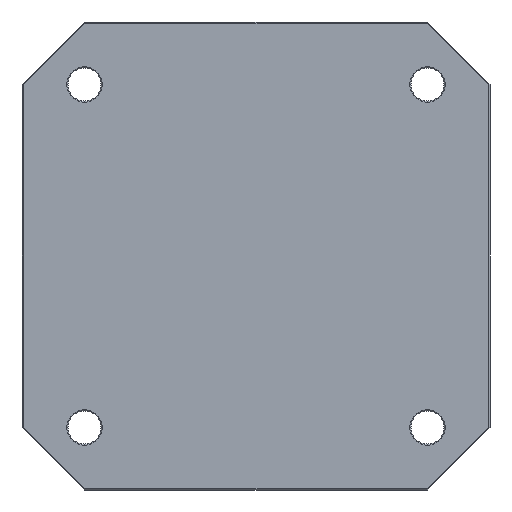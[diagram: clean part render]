
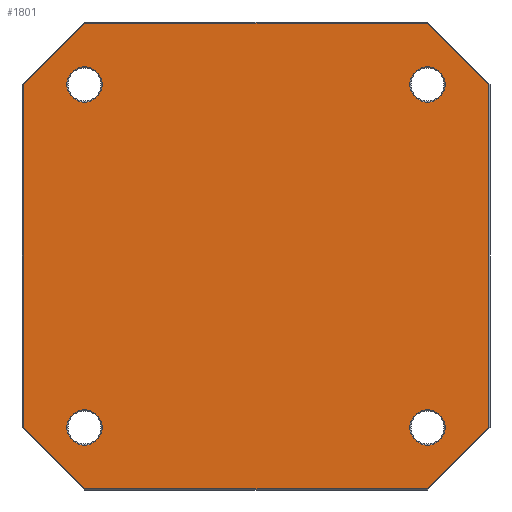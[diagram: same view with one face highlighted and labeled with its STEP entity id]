
A CAD part, front view. The second image highlights one B-rep face of the part: STEP entity #1801.
In plain terms, the highlighted planar face has unit normal (0, -1, 0).
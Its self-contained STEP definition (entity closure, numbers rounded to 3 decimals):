
#21 = EDGE_CURVE ( 'NONE', #1135, #2063, #1924, .T. ) ;
#29 = EDGE_LOOP ( 'NONE', ( #1047, #2129, #616, #692, #670, #530, #750, #879 ) ) ;
#48 = CIRCLE ( 'NONE', #2350, 1.6 ) ;
#50 = CARTESIAN_POINT ( 'NONE',  ( 15.5, 0., -15.5 ) ) ;
#56 = EDGE_CURVE ( 'NONE', #2063, #978, #817, .T. ) ;
#68 = CARTESIAN_POINT ( 'NONE',  ( 15.5, 0., 17.1 ) ) ;
#73 = VERTEX_POINT ( 'NONE', #1154 ) ;
#74 = DIRECTION ( 'NONE',  ( 0., 1., 0. ) ) ;
#136 = VERTEX_POINT ( 'NONE', #68 ) ;
#142 = VERTEX_POINT ( 'NONE', #1397 ) ;
#152 = VERTEX_POINT ( 'NONE', #442 ) ;
#190 = CARTESIAN_POINT ( 'NONE',  ( 15.5, 0., -21.05 ) ) ;
#195 = FACE_OUTER_BOUND ( 'NONE', #29, .T. ) ;
#237 = DIRECTION ( 'NONE',  ( 0., 1., 0. ) ) ;
#268 = DIRECTION ( 'NONE',  ( 0., 0., -1. ) ) ;
#284 = LINE ( 'NONE', #660, #416 ) ;
#295 = EDGE_LOOP ( 'NONE', ( #370, #1097 ) ) ;
#315 = CARTESIAN_POINT ( 'NONE',  ( 21.079, 0., -15.429 ) ) ;
#329 = CARTESIAN_POINT ( 'NONE',  ( 15.459, 0., 21.05 ) ) ;
#370 = ORIENTED_EDGE ( 'NONE', *, *, #2286, .T. ) ;
#382 = CARTESIAN_POINT ( 'NONE',  ( -15.5, 0., 15.5 ) ) ;
#386 = DIRECTION ( 'NONE',  ( 0., 1., 0. ) ) ;
#389 = CIRCLE ( 'NONE', #921, 1.6 ) ;
#391 = AXIS2_PLACEMENT_3D ( 'NONE', #1623, #672, #1433 ) ;
#396 = DIRECTION ( 'NONE',  ( 0., 0., -1. ) ) ;
#416 = VECTOR ( 'NONE', #650, 1000. ) ;
#442 = CARTESIAN_POINT ( 'NONE',  ( -15.459, 0., -21.05 ) ) ;
#443 = VERTEX_POINT ( 'NONE', #2396 ) ;
#474 = VECTOR ( 'NONE', #268, 1000. ) ;
#530 = ORIENTED_EDGE ( 'NONE', *, *, #1907, .T. ) ;
#569 = CARTESIAN_POINT ( 'NONE',  ( -15.5, 0., 21.05 ) ) ;
#572 = LINE ( 'NONE', #190, #808 ) ;
#582 = CARTESIAN_POINT ( 'NONE',  ( 0., 0., 0. ) ) ;
#596 = EDGE_LOOP ( 'NONE', ( #1066, #2209 ) ) ;
#601 = DIRECTION ( 'NONE',  ( 0.707, 0., -0.707 ) ) ;
#604 = FACE_BOUND ( 'NONE', #1381, .T. ) ;
#613 = ORIENTED_EDGE ( 'NONE', *, *, #966, .T. ) ;
#616 = ORIENTED_EDGE ( 'NONE', *, *, #1825, .T. ) ;
#617 = PLANE ( 'NONE',  #1445 ) ;
#650 = DIRECTION ( 'NONE',  ( 0., 0., 1. ) ) ;
#660 = CARTESIAN_POINT ( 'NONE',  ( 21.05, 0., 15.5 ) ) ;
#670 = ORIENTED_EDGE ( 'NONE', *, *, #2424, .T. ) ;
#672 = DIRECTION ( 'NONE',  ( 0., 1., 0. ) ) ;
#690 = CARTESIAN_POINT ( 'NONE',  ( 21.05, 0., -15.459 ) ) ;
#692 = ORIENTED_EDGE ( 'NONE', *, *, #1735, .T. ) ;
#750 = ORIENTED_EDGE ( 'NONE', *, *, #2084, .T. ) ;
#774 = CARTESIAN_POINT ( 'NONE',  ( 15.5, 0., 15.5 ) ) ;
#777 = DIRECTION ( 'NONE',  ( 0., 1., 0. ) ) ;
#783 = DIRECTION ( 'NONE',  ( 0., 1., 0. ) ) ;
#794 = LINE ( 'NONE', #1601, #474 ) ;
#802 = AXIS2_PLACEMENT_3D ( 'NONE', #1220, #74, #1603 ) ;
#808 = VECTOR ( 'NONE', #2438, 1000. ) ;
#817 = LINE ( 'NONE', #1322, #1770 ) ;
#837 = EDGE_CURVE ( 'NONE', #2255, #443, #1970, .T. ) ;
#869 = VECTOR ( 'NONE', #601, 1000. ) ;
#879 = ORIENTED_EDGE ( 'NONE', *, *, #21, .T. ) ;
#911 = CARTESIAN_POINT ( 'NONE',  ( 15.5, 0., 15.5 ) ) ;
#921 = AXIS2_PLACEMENT_3D ( 'NONE', #50, #386, #396 ) ;
#933 = VERTEX_POINT ( 'NONE', #2367 ) ;
#959 = CARTESIAN_POINT ( 'NONE',  ( -15.5, 0., 15.5 ) ) ;
#965 = AXIS2_PLACEMENT_3D ( 'NONE', #959, #777, #1360 ) ;
#966 = EDGE_CURVE ( 'NONE', #443, #2255, #2113, .T. ) ;
#976 = LINE ( 'NONE', #315, #1262 ) ;
#978 = VERTEX_POINT ( 'NONE', #2003 ) ;
#983 = FACE_BOUND ( 'NONE', #596, .T. ) ;
#1013 = CARTESIAN_POINT ( 'NONE',  ( -15.5, 0., -13.9 ) ) ;
#1043 = CIRCLE ( 'NONE', #1701, 1.6 ) ;
#1047 = ORIENTED_EDGE ( 'NONE', *, *, #56, .T. ) ;
#1066 = ORIENTED_EDGE ( 'NONE', *, *, #1274, .T. ) ;
#1068 = DIRECTION ( 'NONE',  ( -0.707, 0., 0.707 ) ) ;
#1097 = ORIENTED_EDGE ( 'NONE', *, *, #1245, .T. ) ;
#1117 = FACE_BOUND ( 'NONE', #1124, .T. ) ;
#1124 = EDGE_LOOP ( 'NONE', ( #1366, #2418 ) ) ;
#1126 = CARTESIAN_POINT ( 'NONE',  ( 15.5, 0., -13.9 ) ) ;
#1135 = VERTEX_POINT ( 'NONE', #329 ) ;
#1154 = CARTESIAN_POINT ( 'NONE',  ( 15.459, 0., -21.05 ) ) ;
#1159 = VERTEX_POINT ( 'NONE', #2062 ) ;
#1190 = VERTEX_POINT ( 'NONE', #2242 ) ;
#1220 = CARTESIAN_POINT ( 'NONE',  ( -15.5, 0., -15.5 ) ) ;
#1234 = DIRECTION ( 'NONE',  ( 0.707, 0., 0.707 ) ) ;
#1245 = EDGE_CURVE ( 'NONE', #1716, #1159, #389, .T. ) ;
#1262 = VECTOR ( 'NONE', #1234, 1000. ) ;
#1268 = CIRCLE ( 'NONE', #2408, 1.6 ) ;
#1274 = EDGE_CURVE ( 'NONE', #933, #142, #1341, .T. ) ;
#1311 = CARTESIAN_POINT ( 'NONE',  ( -21.05, 0., -15.459 ) ) ;
#1322 = CARTESIAN_POINT ( 'NONE',  ( -21.079, 0., 15.429 ) ) ;
#1341 = CIRCLE ( 'NONE', #965, 1.6 ) ;
#1360 = DIRECTION ( 'NONE',  ( 0., 0., -1. ) ) ;
#1366 = ORIENTED_EDGE ( 'NONE', *, *, #1669, .T. ) ;
#1381 = EDGE_LOOP ( 'NONE', ( #613, #1672 ) ) ;
#1397 = CARTESIAN_POINT ( 'NONE',  ( -15.5, 0., 17.1 ) ) ;
#1433 = DIRECTION ( 'NONE',  ( 0., 0., -1. ) ) ;
#1445 = AXIS2_PLACEMENT_3D ( 'NONE', #582, #2305, #1947 ) ;
#1450 = CIRCLE ( 'NONE', #2031, 1.6 ) ;
#1494 = DIRECTION ( 'NONE',  ( 0., 1., 0. ) ) ;
#1578 = VERTEX_POINT ( 'NONE', #690 ) ;
#1592 = CARTESIAN_POINT ( 'NONE',  ( 15.5, 0., -15.5 ) ) ;
#1601 = CARTESIAN_POINT ( 'NONE',  ( -21.05, 0., -15.5 ) ) ;
#1603 = DIRECTION ( 'NONE',  ( 0., 0., -1. ) ) ;
#1620 = CARTESIAN_POINT ( 'NONE',  ( 15.429, 0., 21.079 ) ) ;
#1623 = CARTESIAN_POINT ( 'NONE',  ( -15.5, 0., -15.5 ) ) ;
#1635 = VECTOR ( 'NONE', #2114, 1000. ) ;
#1653 = DIRECTION ( 'NONE',  ( 0., 0., -1. ) ) ;
#1669 = EDGE_CURVE ( 'NONE', #1190, #136, #1268, .T. ) ;
#1672 = ORIENTED_EDGE ( 'NONE', *, *, #837, .T. ) ;
#1678 = EDGE_CURVE ( 'NONE', #142, #933, #1450, .T. ) ;
#1701 = AXIS2_PLACEMENT_3D ( 'NONE', #1592, #237, #1988 ) ;
#1716 = VERTEX_POINT ( 'NONE', #1126 ) ;
#1735 = EDGE_CURVE ( 'NONE', #152, #73, #572, .T. ) ;
#1753 = CARTESIAN_POINT ( 'NONE',  ( -15.429, 0., -21.079 ) ) ;
#1764 = VERTEX_POINT ( 'NONE', #1311 ) ;
#1770 = VECTOR ( 'NONE', #2288, 1000. ) ;
#1795 = EDGE_CURVE ( 'NONE', #136, #1190, #48, .T. ) ;
#1801 = ADVANCED_FACE ( 'NONE', ( #983, #1117, #195, #604, #2437 ), #617, .T. ) ;
#1825 = EDGE_CURVE ( 'NONE', #1764, #152, #2259, .T. ) ;
#1892 = DIRECTION ( 'NONE',  ( 0., 0., -1. ) ) ;
#1907 = EDGE_CURVE ( 'NONE', #1578, #2218, #284, .T. ) ;
#1924 = LINE ( 'NONE', #569, #1635 ) ;
#1947 = DIRECTION ( 'NONE',  ( 0., 0., -1. ) ) ;
#1970 = CIRCLE ( 'NONE', #802, 1.6 ) ;
#1971 = LINE ( 'NONE', #1620, #2040 ) ;
#1988 = DIRECTION ( 'NONE',  ( 0., 0., -1. ) ) ;
#2003 = CARTESIAN_POINT ( 'NONE',  ( -21.05, 0., 15.459 ) ) ;
#2031 = AXIS2_PLACEMENT_3D ( 'NONE', #382, #2257, #1892 ) ;
#2040 = VECTOR ( 'NONE', #1068, 1000. ) ;
#2062 = CARTESIAN_POINT ( 'NONE',  ( 15.5, 0., -17.1 ) ) ;
#2063 = VERTEX_POINT ( 'NONE', #2190 ) ;
#2084 = EDGE_CURVE ( 'NONE', #2218, #1135, #1971, .T. ) ;
#2113 = CIRCLE ( 'NONE', #391, 1.6 ) ;
#2114 = DIRECTION ( 'NONE',  ( -1., 0., 0. ) ) ;
#2116 = DIRECTION ( 'NONE',  ( 0., 0., -1. ) ) ;
#2129 = ORIENTED_EDGE ( 'NONE', *, *, #2222, .T. ) ;
#2190 = CARTESIAN_POINT ( 'NONE',  ( -15.459, 0., 21.05 ) ) ;
#2209 = ORIENTED_EDGE ( 'NONE', *, *, #1678, .T. ) ;
#2218 = VERTEX_POINT ( 'NONE', #2338 ) ;
#2222 = EDGE_CURVE ( 'NONE', #978, #1764, #794, .T. ) ;
#2242 = CARTESIAN_POINT ( 'NONE',  ( 15.5, 0., 13.9 ) ) ;
#2255 = VERTEX_POINT ( 'NONE', #1013 ) ;
#2257 = DIRECTION ( 'NONE',  ( 0., 1., 0. ) ) ;
#2259 = LINE ( 'NONE', #1753, #869 ) ;
#2286 = EDGE_CURVE ( 'NONE', #1159, #1716, #1043, .T. ) ;
#2288 = DIRECTION ( 'NONE',  ( -0.707, 0., -0.707 ) ) ;
#2305 = DIRECTION ( 'NONE',  ( 0., -1., 0. ) ) ;
#2338 = CARTESIAN_POINT ( 'NONE',  ( 21.05, 0., 15.459 ) ) ;
#2350 = AXIS2_PLACEMENT_3D ( 'NONE', #774, #783, #2116 ) ;
#2367 = CARTESIAN_POINT ( 'NONE',  ( -15.5, 0., 13.9 ) ) ;
#2396 = CARTESIAN_POINT ( 'NONE',  ( -15.5, 0., -17.1 ) ) ;
#2408 = AXIS2_PLACEMENT_3D ( 'NONE', #911, #1494, #1653 ) ;
#2418 = ORIENTED_EDGE ( 'NONE', *, *, #1795, .T. ) ;
#2424 = EDGE_CURVE ( 'NONE', #73, #1578, #976, .T. ) ;
#2437 = FACE_BOUND ( 'NONE', #295, .T. ) ;
#2438 = DIRECTION ( 'NONE',  ( 1., 0., 0. ) ) ;
